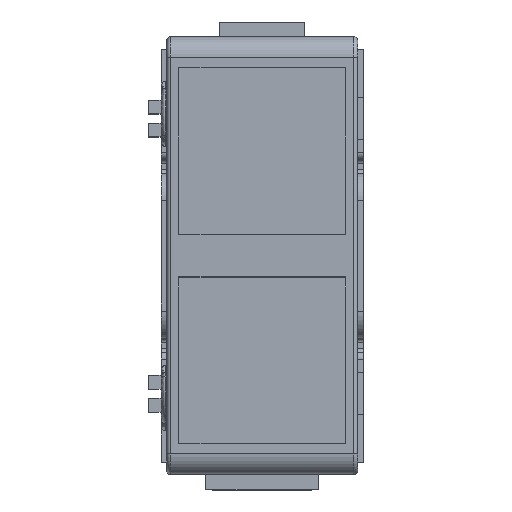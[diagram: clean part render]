
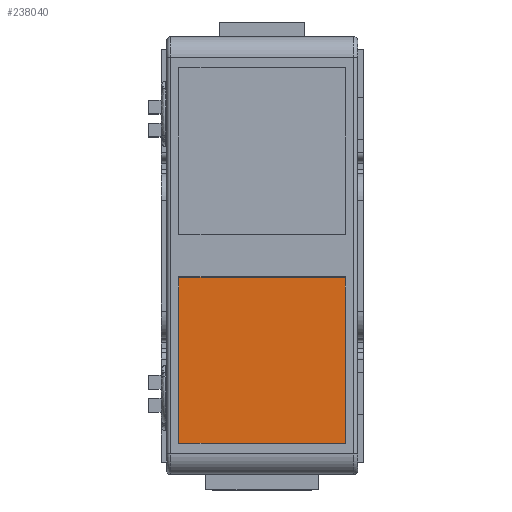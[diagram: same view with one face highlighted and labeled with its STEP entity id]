
A CAD part, top view. The second image highlights one B-rep face of the part: STEP entity #238040.
In plain terms, the highlighted face is planar.
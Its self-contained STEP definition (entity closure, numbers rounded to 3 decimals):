
#90620=CARTESIAN_POINT('',(46.025,65.85,-40.4));
#90630=VERTEX_POINT('',#90620);
#90660=CARTESIAN_POINT('',(46.025,65.85,-40.4));
#90670=DIRECTION('',(1.,0.,0.));
#90680=VECTOR('',#90670,1.);
#90690=LINE('',#90660,#90680);
#90700=CARTESIAN_POINT('',(60.325,65.85,-40.4));
#90710=VERTEX_POINT('',#90700);
#90720=EDGE_CURVE('',#90630,#90710,#90690,.T.);
#93240=CARTESIAN_POINT('',(60.325,53.75,-40.4));
#93250=VERTEX_POINT('',#93240);
#93280=CARTESIAN_POINT('',(60.325,53.75,-40.4));
#93290=DIRECTION('',(-1.,0.,0.));
#93300=VECTOR('',#93290,1.);
#93310=LINE('',#93280,#93300);
#93320=CARTESIAN_POINT('',(46.025,53.75,-40.4));
#93330=VERTEX_POINT('',#93320);
#93340=EDGE_CURVE('',#93250,#93330,#93310,.T.);
#237830=CARTESIAN_POINT('',(61.291,57.794,
-40.4));
#237840=DIRECTION('',(0.,0.,-1.));
#237850=DIRECTION('',(0.,1.,0.));
#237860=AXIS2_PLACEMENT_3D('',#237830,#237840,#237850);
#237870=PLANE('',#237860);
#237880=CARTESIAN_POINT('',(60.325,65.85,-40.4));
#237890=DIRECTION('',(0.,-1.,0.));
#237900=VECTOR('',#237890,1.);
#237910=LINE('',#237880,#237900);
#237920=EDGE_CURVE('',#90710,#93250,#237910,.T.);
#237930=ORIENTED_EDGE('',*,*,#237920,.T.);
#237940=ORIENTED_EDGE('',*,*,#90720,.T.);
#237950=CARTESIAN_POINT('',(46.025,53.75,-40.4));
#237960=DIRECTION('',(0.,1.,0.));
#237970=VECTOR('',#237960,1.);
#237980=LINE('',#237950,#237970);
#237990=EDGE_CURVE('',#93330,#90630,#237980,.T.);
#238000=ORIENTED_EDGE('',*,*,#237990,.T.);
#238010=ORIENTED_EDGE('',*,*,#93340,.T.);
#238020=EDGE_LOOP('',(#238010,#238000,#237940,#237930));
#238030=FACE_OUTER_BOUND('',#238020,.T.);
#238040=ADVANCED_FACE('',(#238030),#237870,.T.);
